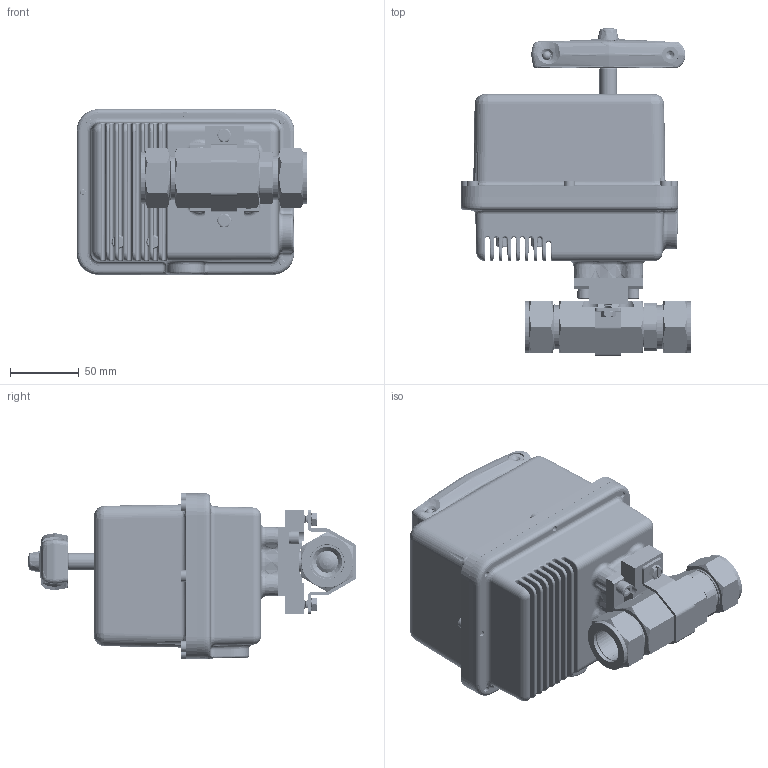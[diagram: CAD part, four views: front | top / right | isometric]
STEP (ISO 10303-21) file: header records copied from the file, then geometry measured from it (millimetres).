
FILE_DESCRIPTION (( 'STEP AP203' ), '1' );
FILE_NAME ('8206XXC16600.step', '2018-03-12T16:36:52', ( '' ), ( '' ), 'SwSTEP 2.0', 'SolidWorks 2017', '' );
FILE_SCHEMA (( 'CONFIG_CONTROL_DESIGN' ));
Products named in the file (1): 8206XXC16600
Bounding box: 168.38 x 239.64 x 121.31 mm (x, y, z)
Volume: 715201.5 mm3; surface area: 324590.4 mm2
Topology: 45 solids, 45 shells, 3598 faces, 8632 edges, 5159 vertices
Faces by surface type: cone 1114, plane 930, cylinder 856, bspline 513, torus 135, sphere 50
Entity records: 154902 total; most frequent: CARTESIAN_POINT 76171, ORIENTED_EDGE 17114, DIRECTION 15735, EDGE_CURVE 8557, AXIS2_PLACEMENT_3D 6019, VERTEX_POINT 5150, EDGE_LOOP 3809, VECTOR 3697
